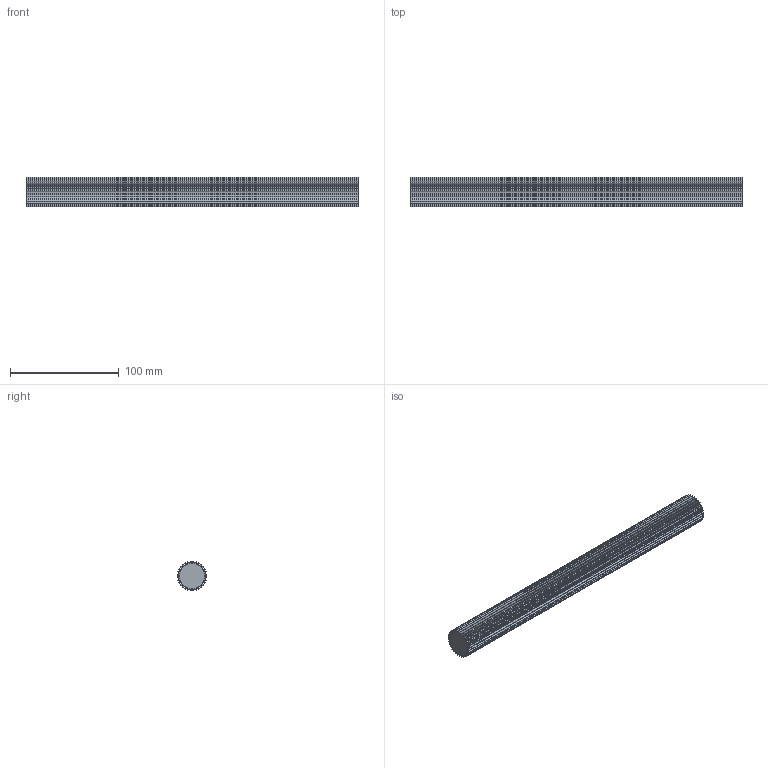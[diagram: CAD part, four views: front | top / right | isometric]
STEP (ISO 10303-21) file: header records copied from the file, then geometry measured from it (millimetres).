
FILE_DESCRIPTION (( 'STEP AP203' ), '1' );
FILE_NAME ('gs-20-32-32-1117.STEP', '2021-08-11T21:02:02', ( '' ), ( '' ), 'SwSTEP 2.0', 'SolidWorks 2021', '' );
FILE_SCHEMA (( 'CONFIG_CONTROL_DESIGN' ));
Length unit declared in the file: inch
Products named in the file (1): gs-20-32-32-1117
Bounding box: 304.8 x 26.9 x 26.9 mm (x, y, z)
Volume: 151166.2 mm3; surface area: 50025.9 mm2
Topology: 1 solids, 1 shells, 133 faces, 393 edges, 262 vertices
Faces by surface type: cylinder 131, plane 2
Entity records: 4688 total; most frequent: DIRECTION 923, CARTESIAN_POINT 789, ORIENTED_EDGE 786, AXIS2_PLACEMENT_3D 396, EDGE_CURVE 393, VERTEX_POINT 262, CIRCLE 262, FACE_OUTER_BOUND 133
